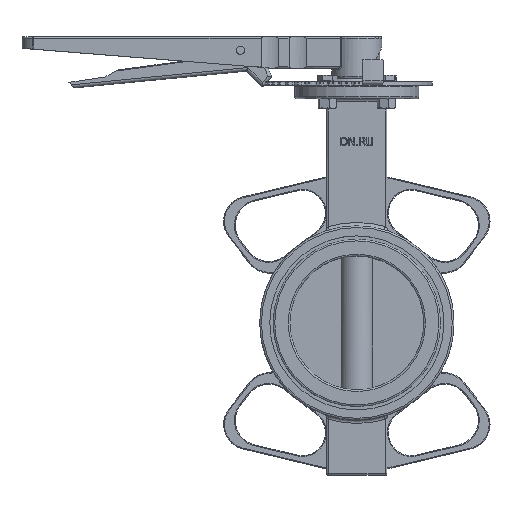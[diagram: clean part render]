
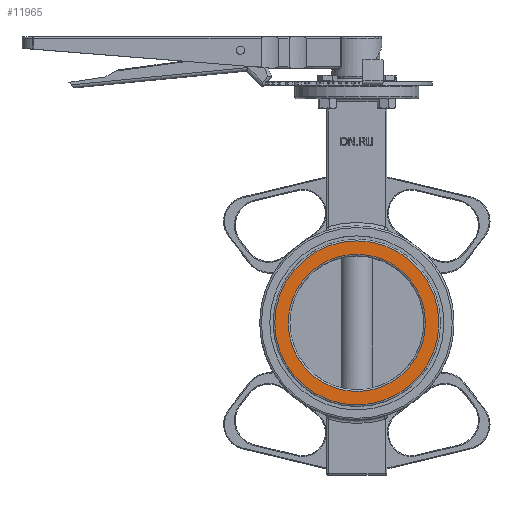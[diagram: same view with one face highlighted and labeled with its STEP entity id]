
A CAD part, top view. The second image highlights one B-rep face of the part: STEP entity #11965.
In plain terms, the highlighted planar face has unit normal (0, 0, 1).
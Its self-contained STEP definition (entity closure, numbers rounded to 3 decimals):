
#192=FACE_BOUND('',#1674,.T.);
#424=PLANE('',#13156);
#978=FACE_OUTER_BOUND('',#1673,.T.);
#1673=EDGE_LOOP('',(#8849));
#1674=EDGE_LOOP('',(#8850));
#4260=CIRCLE('',#13152,41.);
#4264=CIRCLE('',#13157,49.);
#5070=VERTEX_POINT('',#20230);
#5073=VERTEX_POINT('',#20238);
#6448=EDGE_CURVE('',#5070,#5070,#4260,.T.);
#6452=EDGE_CURVE('',#5073,#5073,#4264,.T.);
#8849=ORIENTED_EDGE('',*,*,#6452,.F.);
#8850=ORIENTED_EDGE('',*,*,#6448,.F.);
#11965=ADVANCED_FACE('',(#978,#192),#424,.T.);
#13152=AXIS2_PLACEMENT_3D('',#20231,#15478,#15479);
#13156=AXIS2_PLACEMENT_3D('',#20237,#15486,#15487);
#13157=AXIS2_PLACEMENT_3D('',#20239,#15488,#15489);
#15478=DIRECTION('center_axis',(0.,0.,1.));
#15479=DIRECTION('ref_axis',(-1.,0.,0.));
#15486=DIRECTION('center_axis',(0.,0.,1.));
#15487=DIRECTION('ref_axis',(1.,0.,0.));
#15488=DIRECTION('center_axis',(0.,0.,-1.));
#15489=DIRECTION('ref_axis',(-1.,0.,0.));
#20230=CARTESIAN_POINT('',(41.,0.,24.));
#20231=CARTESIAN_POINT('Origin',(0.,0.,24.));
#20237=CARTESIAN_POINT('Origin',(0.,0.,24.));
#20238=CARTESIAN_POINT('',(-49.,0.,24.));
#20239=CARTESIAN_POINT('Origin',(0.,0.,24.));
